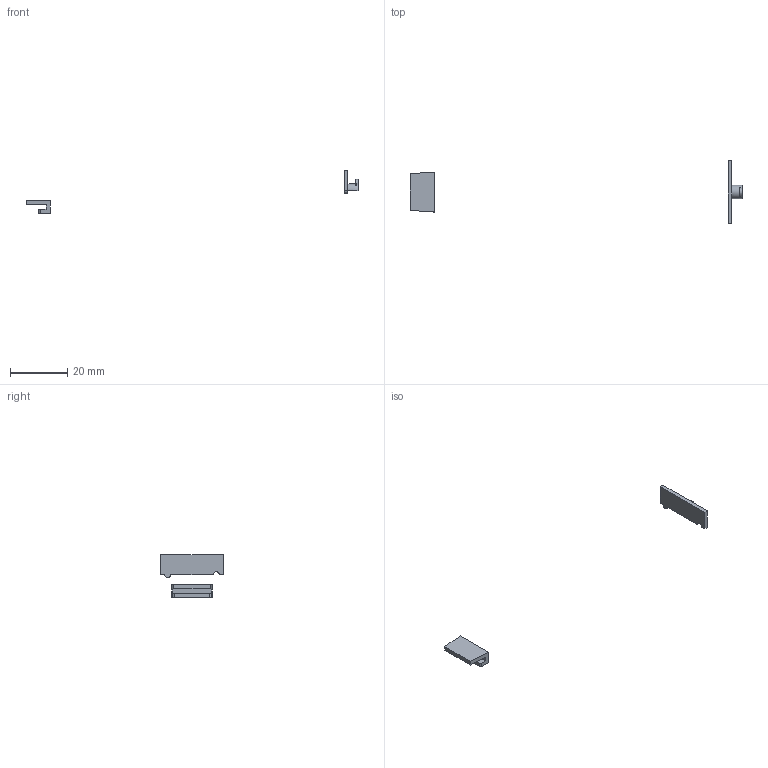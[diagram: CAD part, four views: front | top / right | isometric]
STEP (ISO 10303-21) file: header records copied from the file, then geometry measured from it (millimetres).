
FILE_DESCRIPTION(('CATIA V5 STEP Exchange'),'2;1');
FILE_NAME('TZ_BODY.stp','2011-04-14T03:56:26+00:00',('none'),('none'),'CATIA Version 5 Release 18 SP 5 (IN-10)','CATIA V5 STEP AP214','none');
FILE_SCHEMA(('AUTOMOTIVE_DESIGN { 1 0 10303 214 1 1 1 1 }'));
Length unit declared in the file: millimetre
Products named in the file (1): Part2
Bounding box: 116 x 22 x 15 mm (x, y, z)
Volume: 526.5 mm3; surface area: 902.3 mm2
Topology: 2 solids, 2 shells, 30 faces, 81 edges, 55 vertices
Faces by surface type: plane 22, cylinder 8
Entity records: 946 total; most frequent: CARTESIAN_POINT 165, ORIENTED_EDGE 162, DIRECTION 137, EDGE_CURVE 81, VECTOR 60, LINE 60, VERTEX_POINT 55, AXIS2_PLACEMENT_3D 50
